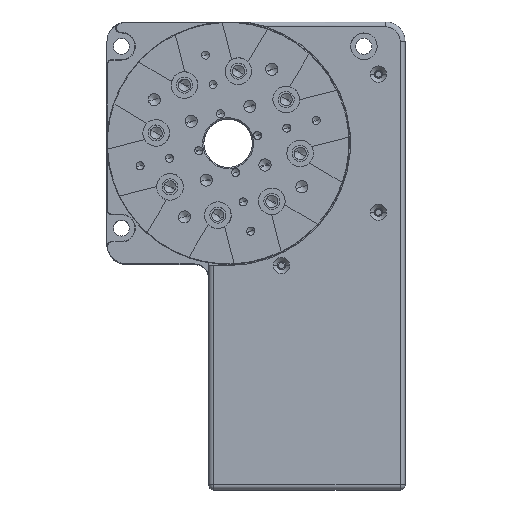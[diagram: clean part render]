
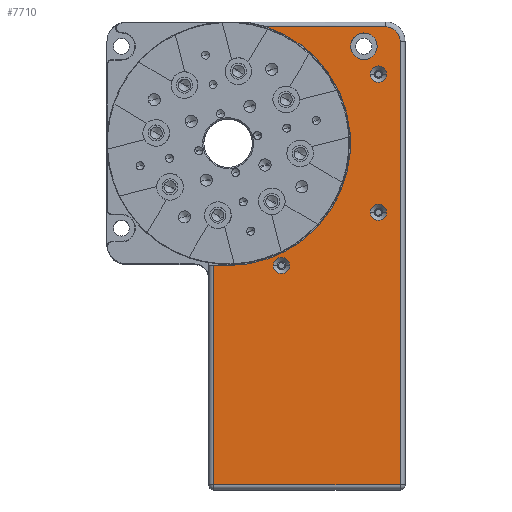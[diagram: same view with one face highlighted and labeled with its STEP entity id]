
A CAD part, top view. The second image highlights one B-rep face of the part: STEP entity #7710.
In plain terms, the highlighted planar face has unit normal (0, 0, 1).
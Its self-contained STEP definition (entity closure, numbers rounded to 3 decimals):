
#42 = EDGE_CURVE ( 'NONE', #35167, #21401, #185, .T. ) ;
#185 = CIRCLE ( 'NONE', #14109, 50.5 ) ;
#1332 = VERTEX_POINT ( 'NONE', #31949 ) ;
#1394 = ORIENTED_EDGE ( 'NONE', *, *, #17351, .F. ) ;
#1784 = EDGE_CURVE ( 'NONE', #25153, #1332, #31813, .T. ) ;
#1900 = DIRECTION ( 'NONE',  ( 0., 1., 0. ) ) ;
#1930 = CARTESIAN_POINT ( 'NONE',  ( 38.09, -17.527, 145.5 ) ) ;
#2071 = EDGE_LOOP ( 'NONE', ( #21475, #37283 ) ) ;
#2163 = CIRCLE ( 'NONE', #8150, 3.36 ) ;
#2201 = DIRECTION ( 'NONE',  ( 0., 0., 1. ) ) ;
#2268 = ORIENTED_EDGE ( 'NONE', *, *, #38863, .T. ) ;
#2318 = CARTESIAN_POINT ( 'NONE',  ( 47.09, 10.973, 145.5 ) ) ;
#2426 = DIRECTION ( 'NONE',  ( 1., 0., 0. ) ) ;
#2570 = CIRCLE ( 'NONE', #13170, 6. ) ;
#2602 = ORIENTED_EDGE ( 'NONE', *, *, #18599, .T. ) ;
#2852 = CIRCLE ( 'NONE', #22747, 3.36 ) ;
#4066 = FACE_BOUND ( 'NONE', #23550, .T. ) ;
#4558 = EDGE_CURVE ( 'NONE', #28962, #32165, #21421, .T. ) ;
#5620 = ORIENTED_EDGE ( 'NONE', *, *, #1784, .F. ) ;
#5803 = CIRCLE ( 'NONE', #27636, 5.5 ) ;
#6056 = EDGE_CURVE ( 'NONE', #19286, #20497, #5803, .T. ) ;
#6617 = FACE_BOUND ( 'NONE', #33342, .T. ) ;
#6919 = CARTESIAN_POINT ( 'NONE',  ( -29.91, -39.527, 145.5 ) ) ;
#7236 = AXIS2_PLACEMENT_3D ( 'NONE', #7830, #40181, #11758 ) ;
#7307 = EDGE_LOOP ( 'NONE', ( #33605, #14599 ) ) ;
#7710 = ADVANCED_FACE ( 'NONE', ( #22380, #35002, #6617, #4066, #16730 ), #7802, .T. ) ;
#7802 = PLANE ( 'NONE',  #31708 ) ;
#7830 = CARTESIAN_POINT ( 'NONE',  ( -1.91, -39.527, 145.5 ) ) ;
#8150 = AXIS2_PLACEMENT_3D ( 'NONE', #22391, #22002, #9736 ) ;
#8324 = LINE ( 'NONE', #26946, #13936 ) ;
#8573 = DIRECTION ( 'NONE',  ( 1., 0., 0. ) ) ;
#9404 = VERTEX_POINT ( 'NONE', #39147 ) ;
#9639 = VERTEX_POINT ( 'NONE', #15803 ) ;
#9736 = DIRECTION ( 'NONE',  ( 1., 0., 0. ) ) ;
#9991 = VERTEX_POINT ( 'NONE', #21400 ) ;
#10874 = CARTESIAN_POINT ( 'NONE',  ( 37.59, 50.973, 145.5 ) ) ;
#11422 = CARTESIAN_POINT ( 'NONE',  ( 32.09, 50.973, 145.5 ) ) ;
#11432 = EDGE_CURVE ( 'NONE', #20497, #19286, #11886, .T. ) ;
#11587 = DIRECTION ( 'NONE',  ( 1., 0., 0. ) ) ;
#11758 = DIRECTION ( 'NONE',  ( 1., 0., 0. ) ) ;
#11886 = CIRCLE ( 'NONE', #36386, 5.5 ) ;
#12075 = CARTESIAN_POINT ( 'NONE',  ( 38.09, -17.527, 145.5 ) ) ;
#12417 = VERTEX_POINT ( 'NONE', #20110 ) ;
#12979 = CARTESIAN_POINT ( 'NONE',  ( -8.217, 58.973, 145.5 ) ) ;
#13170 = AXIS2_PLACEMENT_3D ( 'NONE', #20916, #23819, #11587 ) ;
#13571 = CARTESIAN_POINT ( 'NONE',  ( -23.91, 58.973, 145.5 ) ) ;
#13674 = EDGE_CURVE ( 'NONE', #32165, #9991, #2570, .T. ) ;
#13936 = VECTOR ( 'NONE', #29872, 1000. ) ;
#14109 = AXIS2_PLACEMENT_3D ( 'NONE', #30527, #14984, #33231 ) ;
#14439 = CARTESIAN_POINT ( 'NONE',  ( -1.91, -39.527, 145.5 ) ) ;
#14599 = ORIENTED_EDGE ( 'NONE', *, *, #11432, .F. ) ;
#14984 = DIRECTION ( 'NONE',  ( 0., 0., -1. ) ) ;
#15097 = VERTEX_POINT ( 'NONE', #38733 ) ;
#15356 = AXIS2_PLACEMENT_3D ( 'NONE', #12075, #17670, #40078 ) ;
#15652 = CARTESIAN_POINT ( 'NONE',  ( 26.59, 50.973, 145.5 ) ) ;
#15803 = CARTESIAN_POINT ( 'NONE',  ( 34.73, -17.527, 145.5 ) ) ;
#16129 = CARTESIAN_POINT ( 'NONE',  ( 1.45, -39.527, 145.5 ) ) ;
#16730 = FACE_OUTER_BOUND ( 'NONE', #21453, .T. ) ;
#17351 = EDGE_CURVE ( 'NONE', #9639, #9404, #33228, .T. ) ;
#17670 = DIRECTION ( 'NONE',  ( 0., 0., 1. ) ) ;
#18162 = CARTESIAN_POINT ( 'NONE',  ( -23.91, 10.973, 145.5 ) ) ;
#18537 = VECTOR ( 'NONE', #25648, 1000. ) ;
#18599 = EDGE_CURVE ( 'NONE', #15097, #28962, #8324, .T. ) ;
#18850 = DIRECTION ( 'NONE',  ( 1., 0., 0. ) ) ;
#19191 = ORIENTED_EDGE ( 'NONE', *, *, #13674, .T. ) ;
#19286 = VERTEX_POINT ( 'NONE', #10874 ) ;
#19335 = EDGE_CURVE ( 'NONE', #9404, #9639, #31614, .T. ) ;
#19453 = CARTESIAN_POINT ( 'NONE',  ( -23.91, -39.527, 145.5 ) ) ;
#19785 = DIRECTION ( 'NONE',  ( -1., 0., 0. ) ) ;
#20110 = CARTESIAN_POINT ( 'NONE',  ( -5.27, -39.527, 145.5 ) ) ;
#20411 = DIRECTION ( 'NONE',  ( 0., 0., 1. ) ) ;
#20497 = VERTEX_POINT ( 'NONE', #15652 ) ;
#20725 = LINE ( 'NONE', #29414, #28301 ) ;
#20759 = DIRECTION ( 'NONE',  ( 1., 0., 0. ) ) ;
#20916 = CARTESIAN_POINT ( 'NONE',  ( 41.09, 52.973, 145.5 ) ) ;
#21320 = CARTESIAN_POINT ( 'NONE',  ( 32.09, 50.973, 145.5 ) ) ;
#21400 = CARTESIAN_POINT ( 'NONE',  ( 41.09, 58.973, 145.5 ) ) ;
#21401 = VERTEX_POINT ( 'NONE', #22662 ) ;
#21421 = LINE ( 'NONE', #2318, #27090 ) ;
#21453 = EDGE_LOOP ( 'NONE', ( #19191, #2268, #33153, #30944, #25141, #2602, #40551 ) ) ;
#21475 = ORIENTED_EDGE ( 'NONE', *, *, #23259, .F. ) ;
#21676 = EDGE_CURVE ( 'NONE', #1332, #25153, #2163, .T. ) ;
#22002 = DIRECTION ( 'NONE',  ( 0., 0., 1. ) ) ;
#22341 = VECTOR ( 'NONE', #19785, 1000. ) ;
#22380 = FACE_BOUND ( 'NONE', #7307, .T. ) ;
#22391 = CARTESIAN_POINT ( 'NONE',  ( 38.09, 39.473, 145.5 ) ) ;
#22662 = CARTESIAN_POINT ( 'NONE',  ( -23.91, -39.527, 145.5 ) ) ;
#22747 = AXIS2_PLACEMENT_3D ( 'NONE', #14439, #27070, #26256 ) ;
#23259 = EDGE_CURVE ( 'NONE', #31944, #12417, #2852, .T. ) ;
#23550 = EDGE_LOOP ( 'NONE', ( #25228, #5620 ) ) ;
#23819 = DIRECTION ( 'NONE',  ( 0., 0., 1. ) ) ;
#23825 = DIRECTION ( 'NONE',  ( 0., -1., 0. ) ) ;
#24367 = AXIS2_PLACEMENT_3D ( 'NONE', #1930, #20411, #8573 ) ;
#24867 = CARTESIAN_POINT ( 'NONE',  ( 38.09, 39.473, 145.5 ) ) ;
#25067 = EDGE_CURVE ( 'NONE', #12417, #31944, #25076, .T. ) ;
#25076 = CIRCLE ( 'NONE', #7236, 3.36 ) ;
#25141 = ORIENTED_EDGE ( 'NONE', *, *, #39484, .T. ) ;
#25153 = VERTEX_POINT ( 'NONE', #28457 ) ;
#25228 = ORIENTED_EDGE ( 'NONE', *, *, #21676, .F. ) ;
#25648 = DIRECTION ( 'NONE',  ( -1., 0., 0. ) ) ;
#26256 = DIRECTION ( 'NONE',  ( 1., 0., 0. ) ) ;
#26661 = VERTEX_POINT ( 'NONE', #6919 ) ;
#26946 = CARTESIAN_POINT ( 'NONE',  ( -23.91, -130.027, 145.5 ) ) ;
#27070 = DIRECTION ( 'NONE',  ( 0., 0., 1. ) ) ;
#27090 = VECTOR ( 'NONE', #1900, 1000. ) ;
#27263 = DIRECTION ( 'NONE',  ( 1., 0., 0. ) ) ;
#27636 = AXIS2_PLACEMENT_3D ( 'NONE', #11422, #37123, #20759 ) ;
#28301 = VECTOR ( 'NONE', #23825, 1000. ) ;
#28457 = CARTESIAN_POINT ( 'NONE',  ( 34.73, 39.473, 145.5 ) ) ;
#28962 = VERTEX_POINT ( 'NONE', #36750 ) ;
#29189 = LINE ( 'NONE', #19453, #18537 ) ;
#29191 = AXIS2_PLACEMENT_3D ( 'NONE', #24867, #35001, #18850 ) ;
#29414 = CARTESIAN_POINT ( 'NONE',  ( -29.91, -130.027, 145.5 ) ) ;
#29872 = DIRECTION ( 'NONE',  ( 1., 0., 0. ) ) ;
#30527 = CARTESIAN_POINT ( 'NONE',  ( -23.91, 10.973, 145.5 ) ) ;
#30701 = EDGE_CURVE ( 'NONE', #21401, #26661, #29189, .T. ) ;
#30944 = ORIENTED_EDGE ( 'NONE', *, *, #30701, .T. ) ;
#31614 = CIRCLE ( 'NONE', #24367, 3.36 ) ;
#31708 = AXIS2_PLACEMENT_3D ( 'NONE', #18162, #2201, #27263 ) ;
#31813 = CIRCLE ( 'NONE', #29191, 3.36 ) ;
#31944 = VERTEX_POINT ( 'NONE', #16129 ) ;
#31949 = CARTESIAN_POINT ( 'NONE',  ( 41.45, 39.473, 145.5 ) ) ;
#32165 = VERTEX_POINT ( 'NONE', #36072 ) ;
#33153 = ORIENTED_EDGE ( 'NONE', *, *, #42, .T. ) ;
#33228 = CIRCLE ( 'NONE', #15356, 3.36 ) ;
#33231 = DIRECTION ( 'NONE',  ( 1., 0., 0. ) ) ;
#33342 = EDGE_LOOP ( 'NONE', ( #38750, #1394 ) ) ;
#33605 = ORIENTED_EDGE ( 'NONE', *, *, #6056, .F. ) ;
#33957 = DIRECTION ( 'NONE',  ( 0., 0., 1. ) ) ;
#35001 = DIRECTION ( 'NONE',  ( 0., 0., 1. ) ) ;
#35002 = FACE_BOUND ( 'NONE', #2071, .T. ) ;
#35167 = VERTEX_POINT ( 'NONE', #12979 ) ;
#35541 = LINE ( 'NONE', #13571, #22341 ) ;
#36072 = CARTESIAN_POINT ( 'NONE',  ( 47.09, 52.973, 145.5 ) ) ;
#36386 = AXIS2_PLACEMENT_3D ( 'NONE', #21320, #33957, #2426 ) ;
#36750 = CARTESIAN_POINT ( 'NONE',  ( 47.09, -130.027, 145.5 ) ) ;
#37123 = DIRECTION ( 'NONE',  ( 0., 0., 1. ) ) ;
#37283 = ORIENTED_EDGE ( 'NONE', *, *, #25067, .F. ) ;
#38733 = CARTESIAN_POINT ( 'NONE',  ( -29.91, -130.027, 145.5 ) ) ;
#38750 = ORIENTED_EDGE ( 'NONE', *, *, #19335, .F. ) ;
#38863 = EDGE_CURVE ( 'NONE', #9991, #35167, #35541, .T. ) ;
#39147 = CARTESIAN_POINT ( 'NONE',  ( 41.45, -17.527, 145.5 ) ) ;
#39484 = EDGE_CURVE ( 'NONE', #26661, #15097, #20725, .T. ) ;
#40078 = DIRECTION ( 'NONE',  ( 1., 0., 0. ) ) ;
#40181 = DIRECTION ( 'NONE',  ( 0., 0., 1. ) ) ;
#40551 = ORIENTED_EDGE ( 'NONE', *, *, #4558, .T. ) ;
